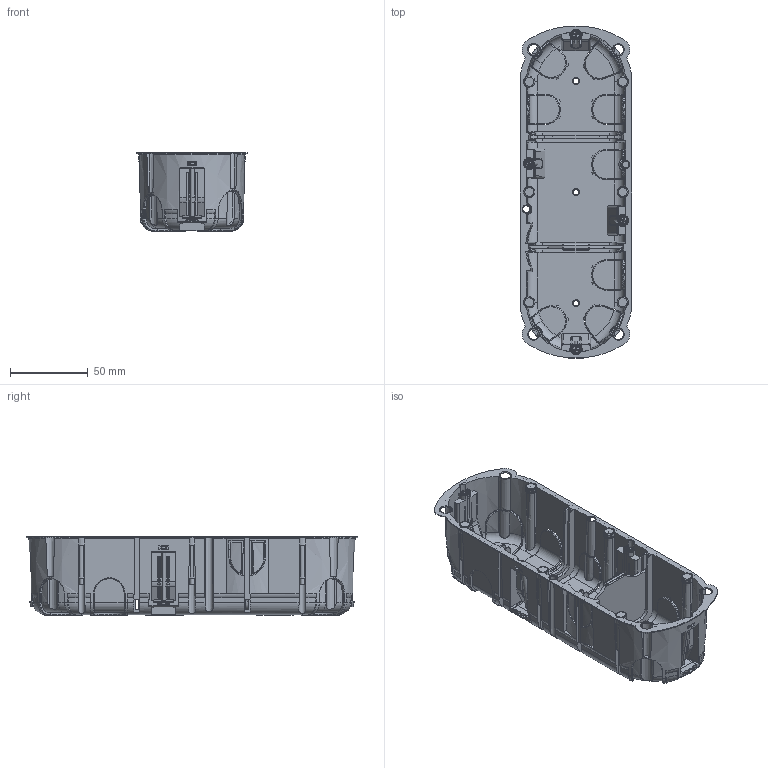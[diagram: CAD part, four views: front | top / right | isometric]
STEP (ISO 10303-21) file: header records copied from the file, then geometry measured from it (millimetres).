
FILE_DESCRIPTION(('CATIA V5 STEP Exchange','CAx-IF Rec.Pracs.--- Model Styling and Organization---1.4--- 2014-01-23'),'2;1');
FILE_NAME('080123-ASS-1.stp','2021-01-22T13:44:21+00:00',('none'),('none'),'CATIA Version 5-6 Release 2017 SP5','CATIA V5 STEP AP214','none');
FILE_SCHEMA(('AUTOMOTIVE_DESIGN { 1 0 10303 214 1 1 1 1 }'));
Products named in the file (7): 080123 ; EG00177_A; 0097 E47; 0055183; 0097 E50; 0013254; 0073E21
Assembly tree (22 placements, depth 2):
  080123 
    EG00177_A
    0097 E47  x4
    0055183  x4
    0097 E50  x6
    0013254  x6
    0073E21
Bounding box: 72 x 213.61 x 50.6 mm (x, y, z)
Volume: 74970 mm3; surface area: 103007.3 mm2
Topology: 22 solids, 22 shells, 2349 faces, 6883 edges, 4481 vertices
Faces by surface type: plane 987, cone 525, cylinder 455, bspline 198, torus 164, sphere 20
Entity records: 66473 total; most frequent: CARTESIAN_POINT 25984, ORIENTED_EDGE 10446, DIRECTION 5233, EDGE_CURVE 5223, VERTEX_POINT 3414, B_SPLINE_CURVE_WITH_KNOTS 2284, AXIS2_PLACEMENT_3D 2048, VECTOR 2038
